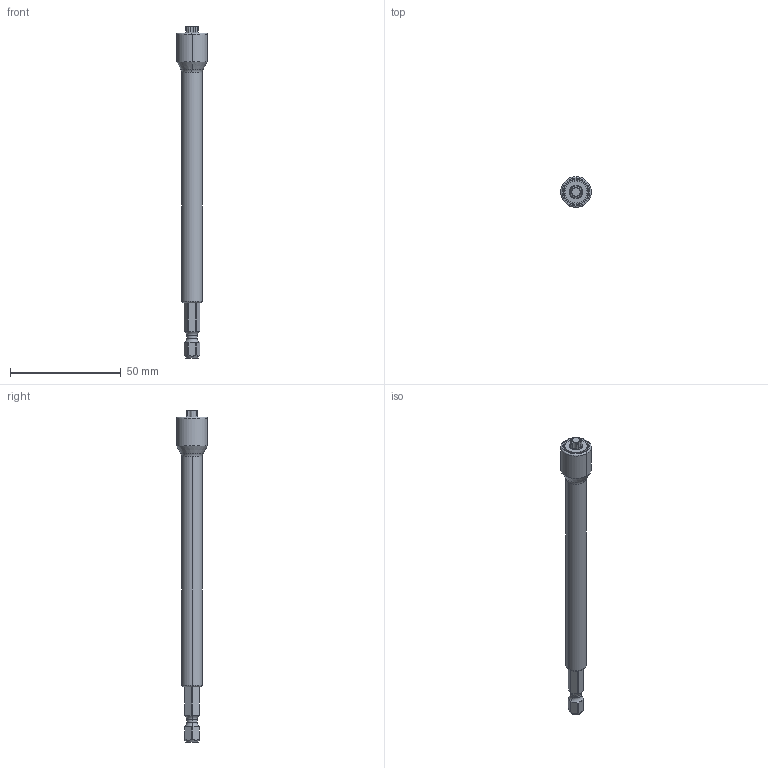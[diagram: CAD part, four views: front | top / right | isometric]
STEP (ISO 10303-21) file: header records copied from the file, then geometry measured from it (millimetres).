
FILE_DESCRIPTION((''),'2;1');
FILE_NAME('4027104331_ASM','2023-08-22T14:18:09',('A00565553'),(''),'CREO PARAMETRIC BY PTC INC, 2022414','CREO PARAMETRIC BY PTC INC, 2022414','');
FILE_SCHEMA(('CONFIG_CONTROL_DESIGN','GEOMETRIC_VALIDATION_PROPERTIES_MIM'));
Length unit declared in the file: millimetre
Products named in the file (6): 4027904038; 4027901681; 4027907728; 4027904020_ASM; 4027037878; 4027104331_ASM
Assembly tree (5 placements, depth 3):
  4027104331_ASM
    4027904038
    4027904020_ASM
      4027901681
      4027907728
    4027037878
Bounding box: 14 x 14 x 150 mm (x, y, z)
Volume: 9510.1 mm3; surface area: 10675.9 mm2
Topology: 4 solids, 4 shells, 124 faces, 300 edges, 188 vertices
Faces by surface type: cylinder 54, torus 34, plane 24, cone 12
Entity records: 4973 total; most frequent: CARTESIAN_POINT 1590, DIRECTION 632, ORIENTED_EDGE 600, EDGE_CURVE 300, AXIS2_PLACEMENT_3D 277, VERTEX_POINT 188, CIRCLE 140, EDGE_LOOP 134
